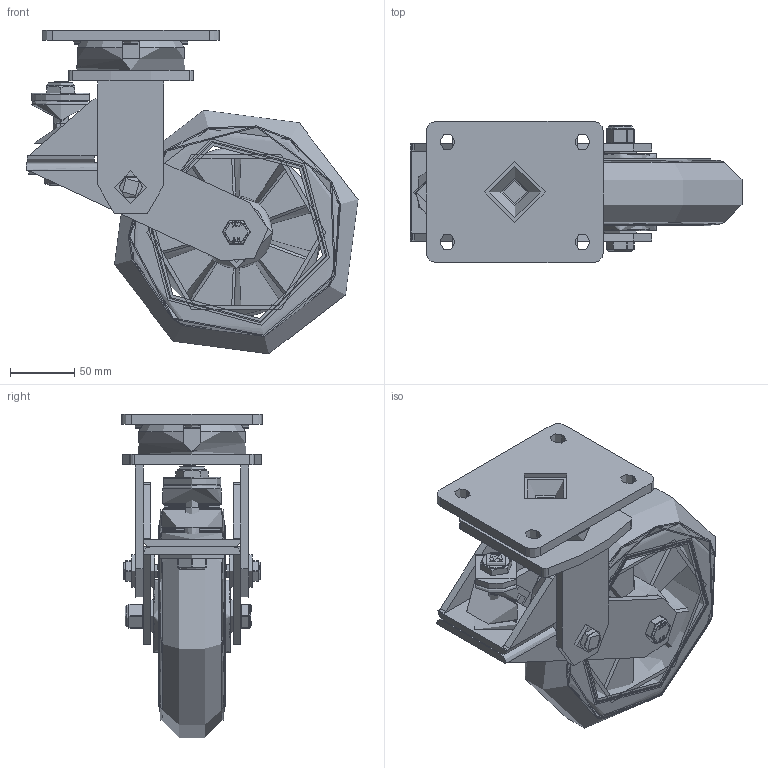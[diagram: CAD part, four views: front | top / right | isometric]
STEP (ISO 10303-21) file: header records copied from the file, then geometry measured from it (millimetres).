
FILE_DESCRIPTION(/* description */ (''),/* implementation_level */ '2;1');
FILE_NAME(/* name */ 'BZKL200SRERBJSPR.step',/* time_stamp */ '2025-05-29T11:35:22+01:00',/* author */ (''),/* organization */ (''),/* preprocessor_version */ 'ST-DEVELOPER v20.1',/* originating_system */ 'Autodesk Translation Framework v14.10.0.0',/* authorisation */ '');
FILE_SCHEMA (('AUTOMOTIVE_DESIGN { 1 0 10303 214 3 1 1 }'));
Products named in the file (40): BZKL200SRERBJSPR; BZKL200ASSPR v1; FABRICATED STEEL TOP PLATE; FABRICATED STEEL FORKS; FORKS; BOLT; WASHER; Component2; Component1; WASHERS; GREASE NIPPLE; BOLT2; RUBBER SPRING; SPRING; SPRING TOP; NUT; BZH200WSRERBJM20 v1; 55 SHORE A ELASTIC NATURAL RUBBER TYRE; ALUMINIUM RIM; ALUMINIUM RIM Geometry; BEARING SPACER; BEARING6204; BALL BEARINGS; BEARING6204 (1); BALL BEARINGS (1); Component3; INNER; OUTER; MIDDLE; RUBBER; TH20X2X12 v1; ZINC PLATED HEADED SPACER; TH20X2X12 v1 (1); ZINC PLATED HEADED SPACER (1); HEXBOLTM12X90Z8.8 v2; GRADE 8.8 ZINC PLATED BOLT; NYLOCM12Z14MM v1; NYLOC NUT; NUT (1); RUBBER (1)
Assembly tree (59 placements, depth 5):
  BZKL200SRERBJSPR
    BZKL200ASSPR v1
      FABRICATED STEEL TOP PLATE
      FABRICATED STEEL FORKS
        FORKS
        BOLT
        WASHER
        Component2
        Component1
        BOLT2  x2
        WASHERS
        GREASE NIPPLE
      RUBBER SPRING
        SPRING
        SPRING TOP
        NUT
    BZH200WSRERBJM20 v1
      55 SHORE A ELASTIC NATURAL RUBBER TYRE
      ALUMINIUM RIM
        ALUMINIUM RIM Geometry
        BEARING SPACER
      BEARING6204
        INNER
        OUTER
        BALL BEARINGS
          Component3  x8
        MIDDLE
        RUBBER
      BEARING6204 (1)
        BALL BEARINGS (1)
          Component3  x8
        INNER
        OUTER
        MIDDLE
        RUBBER
    TH20X2X12 v1
      ZINC PLATED HEADED SPACER
    TH20X2X12 v1 (1)
      ZINC PLATED HEADED SPACER (1)
    HEXBOLTM12X90Z8.8 v2
      GRADE 8.8 ZINC PLATED BOLT
    NYLOCM12Z14MM v1
      NYLOC NUT
        NUT (1)
        RUBBER (1)
Bounding box: 258.19 x 110 x 251.68 mm (x, y, z)
Volume: 1514145.5 mm3; surface area: 419564.9 mm2
Topology: 50 solids, 50 shells, 1374 faces, 3440 edges, 2257 vertices
Faces by surface type: plane 542, bspline 392, cylinder 310, sphere 85, torus 29, cone 16
Full cylindrical faces by diameter (mm): 8 x1, 9.836 x16, 10 x36, 11.834 x16, 12 x10, 12.1 x2, 12.2 x2, 14 x2, 15 x2, 17.75 x1, 18.5 x1, 19.8 x2, 20 x4, 21 x1, 24 x1, 25 x6, 27 x2, 28.5 x8, 30.8 x4, 31.3 x4, 40.3 x4, 40.5 x4, 40.8 x4, 42 x11, 45 x1, 47 x5, 50 x1, 52 x2, 56 x1, 56.2 x1
Entity records: 65828 total; most frequent: CARTESIAN_POINT 42704, ORIENTED_EDGE 4828, DIRECTION 4026, EDGE_CURVE 2414, VERTEX_POINT 1588, AXIS2_PLACEMENT_3D 1522, EDGE_LOOP 1166, FACE_OUTER_BOUND 984
